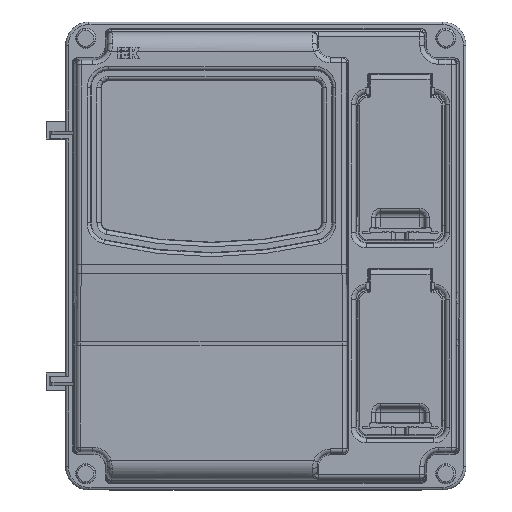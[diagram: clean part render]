
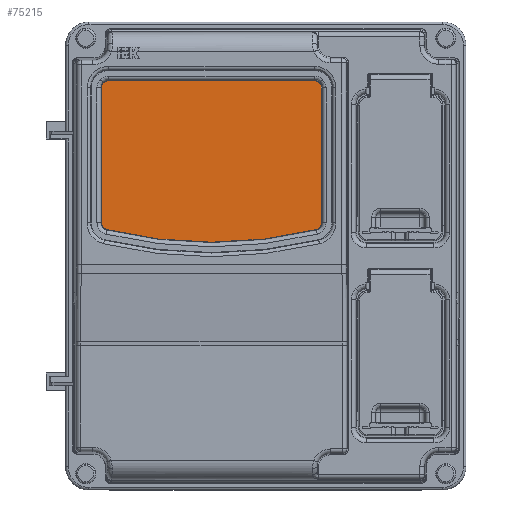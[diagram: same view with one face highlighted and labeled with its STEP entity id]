
A CAD part, top view. The second image highlights one B-rep face of the part: STEP entity #75215.
In plain terms, the highlighted planar face has unit normal (0, 0, 1).
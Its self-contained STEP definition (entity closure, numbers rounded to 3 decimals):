
#1612 = EDGE_CURVE ( 'NONE', #39986, #92424, #48798, .T. ) ;
#5501 = CARTESIAN_POINT ( 'NONE',  ( -123.253, 20.614, 115. ) ) ;
#5907 = CARTESIAN_POINT ( 'NONE',  ( 42.766, 24.92, 115. ) ) ;
#9446 = LINE ( 'NONE', #25021, #161962 ) ;
#12532 = ORIENTED_EDGE ( 'NONE', *, *, #157362, .T. ) ;
#14222 = CIRCLE ( 'NONE', #140477, 339.542 ) ;
#15151 = ORIENTED_EDGE ( 'NONE', *, *, #127851, .T. ) ;
#15418 = FACE_OUTER_BOUND ( 'NONE', #115346, .T. ) ;
#16543 = CARTESIAN_POINT ( 'NONE',  ( -126.292, 129.165, 115. ) ) ;
#18243 = CARTESIAN_POINT ( 'NONE',  ( -41.75, 350.102, 115. ) ) ;
#18564 = B_SPLINE_CURVE_WITH_KNOTS ( 'NONE', 3,
 ( #93795, #35108, #49960, #153268, #64807, #168034, #79543, #182864, #94438, #5907, #109270, #20822 ),
 .UNSPECIFIED., .F., .F.,
 ( 4, 2, 2, 2, 2, 4 ),
 ( 0., 0.002, 0.004, 0.005, 0.006, 0.007 ),
 .UNSPECIFIED. ) ;
#19554 = CARTESIAN_POINT ( 'NONE',  ( -126.292, 25.53, 115. ) ) ;
#20392 = CARTESIAN_POINT ( 'NONE',  ( -122.408, 20.279, 115. ) ) ;
#20822 = CARTESIAN_POINT ( 'NONE',  ( 42.792, 25.53, 115. ) ) ;
#24412 = CARTESIAN_POINT ( 'NONE',  ( 41.19, 133.041, 115. ) ) ;
#25021 = CARTESIAN_POINT ( 'NONE',  ( 42.792, 129.125, 115. ) ) ;
#28428 = ORIENTED_EDGE ( 'NONE', *, *, #167139, .T. ) ;
#29049 = VECTOR ( 'NONE', #90624, 1000. ) ;
#29517 = CARTESIAN_POINT ( 'NONE',  ( -124.69, 133.041, 115. ) ) ;
#31136 = VERTEX_POINT ( 'NONE', #85200 ) ;
#31579 = CARTESIAN_POINT ( 'NONE',  ( 42.792, 130.641, 115. ) ) ;
#35108 = CARTESIAN_POINT ( 'NONE',  ( 39.206, 20.352, 115. ) ) ;
#38307 = LINE ( 'NONE', #75741, #29049 ) ;
#39986 = VERTEX_POINT ( 'NONE', #19554 ) ;
#43952 = ORIENTED_EDGE ( 'NONE', *, *, #76979, .T. ) ;
#44306 = VERTEX_POINT ( 'NONE', #124878 ) ;
#44344 = AXIS2_PLACEMENT_3D ( 'NONE', #18243, #79536, #182861 ) ;
#44381 = CARTESIAN_POINT ( 'NONE',  ( -126.292, 130.641, 115. ) ) ;
#44883 = VERTEX_POINT ( 'NONE', #101274 ) ;
#47286 = CARTESIAN_POINT ( 'NONE',  ( -122.289, 134.644, 115. ) ) ;
#47648 = CARTESIAN_POINT ( 'NONE',  ( -41.75, 350.102, 115. ) ) ;
#48798 = B_SPLINE_CURVE_WITH_KNOTS ( 'NONE', 3,
 ( #123061, #49531, #137930, #64388, #167593, #79139, #182449, #94005, #5501, #108848, #20392, #123695 ),
 .UNSPECIFIED., .F., .F.,
 ( 4, 2, 2, 2, 2, 4 ),
 ( 0., 0.002, 0.004, 0.005, 0.006, 0.007 ),
 .UNSPECIFIED. ) ;
#49531 = CARTESIAN_POINT ( 'NONE',  ( -126.292, 24.916, 115. ) ) ;
#49960 = CARTESIAN_POINT ( 'NONE',  ( 39.762, 20.59, 115. ) ) ;
#54022 = VERTEX_POINT ( 'NONE', #16543 ) ;
#54141 = CARTESIAN_POINT ( 'NONE',  ( 37.313, 134.644, 115. ) ) ;
#61261 = CARTESIAN_POINT ( 'NONE',  ( 42.229, 132.001, 115. ) ) ;
#62485 = DIRECTION ( 'NONE',  ( 1., 0., 0. ) ) ;
#62667 = CARTESIAN_POINT ( 'NONE',  ( 37.313, 134.644, 115. ) ) ;
#63767 = VERTEX_POINT ( 'NONE', #75995 ) ;
#64388 = CARTESIAN_POINT ( 'NONE',  ( -125.792, 23.159, 115. ) ) ;
#64807 = CARTESIAN_POINT ( 'NONE',  ( 41.243, 21.661, 115. ) ) ;
#64912 = CARTESIAN_POINT ( 'NONE',  ( -126.292, 25.561, 115. ) ) ;
#66865 = ORIENTED_EDGE ( 'NONE', *, *, #90557, .T. ) ;
#69558 = DIRECTION ( 'NONE',  ( 0., 1., 0. ) ) ;
#70871 =( BOUNDED_CURVE ( )  B_SPLINE_CURVE ( 3, ( #150561, #47286, #76888, #180199 ),
 .UNSPECIFIED., .F., .F. ) 
 B_SPLINE_CURVE_WITH_KNOTS ( ( 4, 4 ),
 ( 5.502, 6.283 ),
 .UNSPECIFIED. ) 
 CURVE ( )  GEOMETRIC_REPRESENTATION_ITEM ( )  RATIONAL_B_SPLINE_CURVE ( ( 1., 0.95, 0.95, 1. ) ) 
 REPRESENTATION_ITEM ( '' )  );
#75215 = ADVANCED_FACE ( 'NONE', ( #15418 ), #168028, .T. ) ;
#75741 = CARTESIAN_POINT ( 'NONE',  ( -120.773, 134.644, 115. ) ) ;
#75995 = CARTESIAN_POINT ( 'NONE',  ( -120.813, 134.644, 115. ) ) ;
#76888 = CARTESIAN_POINT ( 'NONE',  ( -123.65, 134.081, 115. ) ) ;
#76979 = EDGE_CURVE ( 'NONE', #44883, #119202, #18564, .T. ) ;
#79139 = CARTESIAN_POINT ( 'NONE',  ( -124.745, 21.663, 115. ) ) ;
#79536 = DIRECTION ( 'NONE',  ( 0., 0., 1. ) ) ;
#79543 = CARTESIAN_POINT ( 'NONE',  ( 42.291, 23.158, 115. ) ) ;
#85200 = CARTESIAN_POINT ( 'NONE',  ( -124.69, 133.041, 115. ) ) ;
#90557 = EDGE_CURVE ( 'NONE', #139073, #63767, #38307, .T. ) ;
#90624 = DIRECTION ( 'NONE',  ( -1., 0., 0. ) ) ;
#92424 = VERTEX_POINT ( 'NONE', #138987 ) ;
#93795 = CARTESIAN_POINT ( 'NONE',  ( 38.609, 20.206, 115. ) ) ;
#94005 = CARTESIAN_POINT ( 'NONE',  ( -123.523, 20.757, 115. ) ) ;
#94121 = CARTESIAN_POINT ( 'NONE',  ( 41.19, 133.041, 115. ) ) ;
#94438 = CARTESIAN_POINT ( 'NONE',  ( 42.666, 24.322, 115. ) ) ;
#95570 = EDGE_CURVE ( 'NONE', #63767, #31136, #70871, .T. ) ;
#99329 = EDGE_CURVE ( 'NONE', #31136, #54022, #186711, .T. ) ;
#100926 = ORIENTED_EDGE ( 'NONE', *, *, #99329, .T. ) ;
#101274 = CARTESIAN_POINT ( 'NONE',  ( 38.609, 20.206, 115. ) ) ;
#108848 = CARTESIAN_POINT ( 'NONE',  ( -122.696, 20.375, 115. ) ) ;
#109270 = CARTESIAN_POINT ( 'NONE',  ( 42.792, 25.223, 115. ) ) ;
#109584 = ORIENTED_EDGE ( 'NONE', *, *, #116532, .T. ) ;
#112816 = CARTESIAN_POINT ( 'NONE',  ( 40.15, 134.081, 115. ) ) ;
#113404 =( BOUNDED_CURVE ( )  B_SPLINE_CURVE ( 3, ( #24412, #112816, #142550, #54141 ),
 .UNSPECIFIED., .F., .F. ) 
 B_SPLINE_CURVE_WITH_KNOTS ( ( 4, 4 ),
 ( 0., 0.782 ),
 .UNSPECIFIED. ) 
 CURVE ( )  GEOMETRIC_REPRESENTATION_ITEM ( )  RATIONAL_B_SPLINE_CURVE ( ( 1., 0.95, 0.95, 1. ) ) 
 REPRESENTATION_ITEM ( '' )  );
#115346 = EDGE_LOOP ( 'NONE', ( #28428, #180806, #66865, #139432, #100926, #15151, #154409, #12532, #43952, #109584 ) ) ;
#116532 = EDGE_CURVE ( 'NONE', #119202, #44306, #9446, .T. ) ;
#119202 = VERTEX_POINT ( 'NONE', #143678 ) ;
#123061 = CARTESIAN_POINT ( 'NONE',  ( -126.292, 25.53, 115. ) ) ;
#123695 = CARTESIAN_POINT ( 'NONE',  ( -122.109, 20.206, 115. ) ) ;
#124878 = CARTESIAN_POINT ( 'NONE',  ( 42.792, 129.165, 115. ) ) ;
#127851 = EDGE_CURVE ( 'NONE', #54022, #39986, #141517, .T. ) ;
#134874 = CARTESIAN_POINT ( 'NONE',  ( 42.792, 129.165, 115. ) ) ;
#135930 = VERTEX_POINT ( 'NONE', #94121 ) ;
#137930 = CARTESIAN_POINT ( 'NONE',  ( -126.192, 24.319, 115. ) ) ;
#138987 = CARTESIAN_POINT ( 'NONE',  ( -122.109, 20.206, 115. ) ) ;
#139073 = VERTEX_POINT ( 'NONE', #62667 ) ;
#139432 = ORIENTED_EDGE ( 'NONE', *, *, #95570, .T. ) ;
#140477 = AXIS2_PLACEMENT_3D ( 'NONE', #47648, #150928, #62485 ) ;
#141517 = LINE ( 'NONE', #64912, #180740 ) ;
#142550 = CARTESIAN_POINT ( 'NONE',  ( 38.789, 134.644, 115. ) ) ;
#143678 = CARTESIAN_POINT ( 'NONE',  ( 42.792, 25.53, 115. ) ) ;
#146314 = EDGE_CURVE ( 'NONE', #135930, #139073, #113404, .T. ) ;
#147678 = CARTESIAN_POINT ( 'NONE',  ( -126.292, 129.165, 115. ) ) ;
#150561 = CARTESIAN_POINT ( 'NONE',  ( -120.813, 134.644, 115. ) ) ;
#150928 = DIRECTION ( 'NONE',  ( 0., 0., 1. ) ) ;
#153268 = CARTESIAN_POINT ( 'NONE',  ( 40.794, 21.253, 115. ) ) ;
#153347 = DIRECTION ( 'NONE',  ( 0., -1., 0. ) ) ;
#154409 = ORIENTED_EDGE ( 'NONE', *, *, #1612, .T. ) ;
#157362 = EDGE_CURVE ( 'NONE', #92424, #44883, #14222, .T. ) ;
#160062 =( BOUNDED_CURVE ( )  B_SPLINE_CURVE ( 3, ( #134874, #31579, #61261, #164527 ),
 .UNSPECIFIED., .F., .F. ) 
 B_SPLINE_CURVE_WITH_KNOTS ( ( 4, 4 ),
 ( 5.502, 6.283 ),
 .UNSPECIFIED. ) 
 CURVE ( )  GEOMETRIC_REPRESENTATION_ITEM ( )  RATIONAL_B_SPLINE_CURVE ( ( 1., 0.95, 0.95, 1. ) ) 
 REPRESENTATION_ITEM ( '' )  );
#161962 = VECTOR ( 'NONE', #69558, 1000. ) ;
#164527 = CARTESIAN_POINT ( 'NONE',  ( 41.19, 133.041, 115. ) ) ;
#167139 = EDGE_CURVE ( 'NONE', #44306, #135930, #160062, .T. ) ;
#167593 = CARTESIAN_POINT ( 'NONE',  ( -125.502, 22.627, 115. ) ) ;
#168028 = PLANE ( 'NONE',  #44344 ) ;
#168034 = CARTESIAN_POINT ( 'NONE',  ( 42., 22.625, 115. ) ) ;
#176665 = CARTESIAN_POINT ( 'NONE',  ( -125.729, 132.001, 115. ) ) ;
#180199 = CARTESIAN_POINT ( 'NONE',  ( -124.69, 133.041, 115. ) ) ;
#180740 = VECTOR ( 'NONE', #153347, 1000. ) ;
#180806 = ORIENTED_EDGE ( 'NONE', *, *, #146314, .T. ) ;
#182449 = CARTESIAN_POINT ( 'NONE',  ( -124.296, 21.254, 115. ) ) ;
#182861 = DIRECTION ( 'NONE',  ( 1., 0., 0. ) ) ;
#182864 = CARTESIAN_POINT ( 'NONE',  ( 42.591, 24.026, 115. ) ) ;
#186711 =( BOUNDED_CURVE ( )  B_SPLINE_CURVE ( 3, ( #29517, #176665, #44381, #147678 ),
 .UNSPECIFIED., .F., .F. ) 
 B_SPLINE_CURVE_WITH_KNOTS ( ( 4, 4 ),
 ( 0., 0.782 ),
 .UNSPECIFIED. ) 
 CURVE ( )  GEOMETRIC_REPRESENTATION_ITEM ( )  RATIONAL_B_SPLINE_CURVE ( ( 1., 0.95, 0.95, 1. ) ) 
 REPRESENTATION_ITEM ( '' )  );
